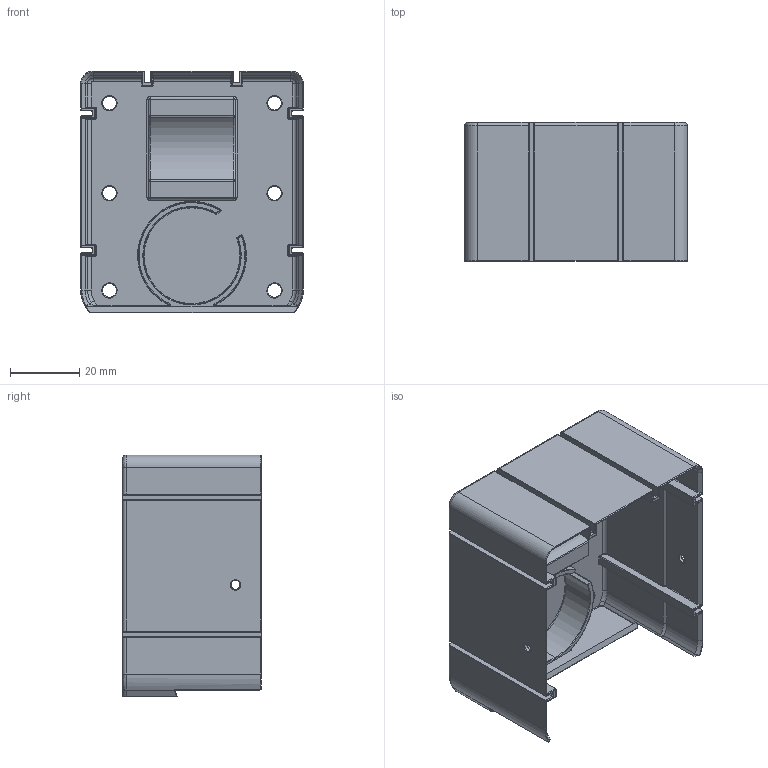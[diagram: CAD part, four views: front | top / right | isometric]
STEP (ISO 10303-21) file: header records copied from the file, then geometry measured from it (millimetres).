
FILE_DESCRIPTION (( 'STEP AP214' ), '1' );
FILE_NAME ('part_door.STEP', '2019-06-05T11:09:15', ( '' ), ( '' ), 'SwSTEP 2.0', 'SolidWorks 2016', '' );
FILE_SCHEMA (( 'AUTOMOTIVE_DESIGN' ));
Length unit declared in the file: millimetre
Products named in the file (1): part_door
Bounding box: 64.2 x 40 x 69.77 mm (x, y, z)
Surface area: 31644.4 mm2 (no closed solid volume)
Topology: 0 solids, 1 shells, 584 faces, 1506 edges, 860 vertices
Faces by surface type: cylinder 255, bspline 201, plane 118, cone 8, torus 2
Entity records: 22980 total; most frequent: CARTESIAN_POINT 10311, ORIENTED_EDGE 2880, DIRECTION 2460, EDGE_CURVE 1440, AXIS2_PLACEMENT_3D 938, VERTEX_POINT 860, EDGE_LOOP 602, VECTOR 584
